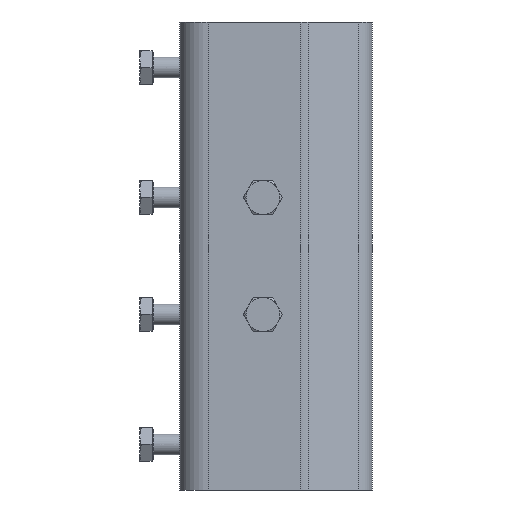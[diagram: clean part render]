
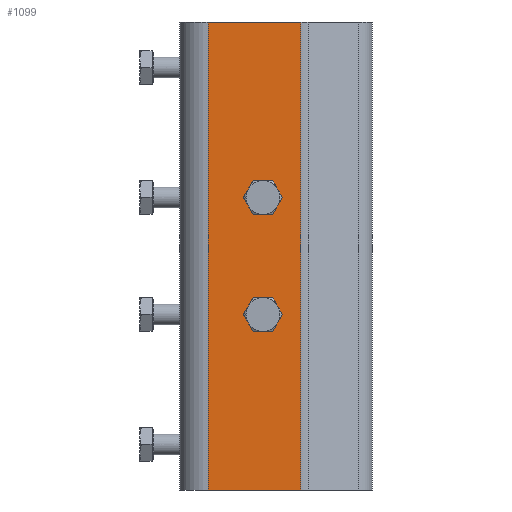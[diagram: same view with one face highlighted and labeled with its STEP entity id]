
A CAD part, left-side view. The second image highlights one B-rep face of the part: STEP entity #1099.
In plain terms, the highlighted planar face has unit normal (-1, 0, 0).
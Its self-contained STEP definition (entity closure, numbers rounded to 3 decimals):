
#82=FACE_BOUND('',#211,.T.);
#83=FACE_BOUND('',#212,.T.);
#101=PLANE('',#1257);
#145=FACE_OUTER_BOUND('',#210,.T.);
#210=EDGE_LOOP('',(#854,#855,#856,#857));
#211=EDGE_LOOP('',(#858));
#212=EDGE_LOOP('',(#859));
#295=LINE('',#1830,#378);
#296=LINE('',#1834,#379);
#297=LINE('',#1836,#380);
#298=LINE('',#1837,#381);
#378=VECTOR('',#1493,10.);
#379=VECTOR('',#1498,10.);
#380=VECTOR('',#1499,10.);
#381=VECTOR('',#1500,10.);
#419=CIRCLE('',#1196,3.324);
#424=CIRCLE('',#1203,3.324);
#480=VERTEX_POINT('',#1670);
#485=VERTEX_POINT('',#1684);
#535=VERTEX_POINT('',#1827);
#536=VERTEX_POINT('',#1829);
#537=VERTEX_POINT('',#1833);
#538=VERTEX_POINT('',#1835);
#586=EDGE_CURVE('',#480,#480,#419,.T.);
#593=EDGE_CURVE('',#485,#485,#424,.T.);
#664=EDGE_CURVE('',#536,#535,#295,.T.);
#666=EDGE_CURVE('',#535,#537,#296,.T.);
#667=EDGE_CURVE('',#538,#537,#297,.T.);
#668=EDGE_CURVE('',#536,#538,#298,.T.);
#854=ORIENTED_EDGE('',*,*,#666,.T.);
#855=ORIENTED_EDGE('',*,*,#667,.F.);
#856=ORIENTED_EDGE('',*,*,#668,.F.);
#857=ORIENTED_EDGE('',*,*,#664,.T.);
#858=ORIENTED_EDGE('',*,*,#586,.T.);
#859=ORIENTED_EDGE('',*,*,#593,.T.);
#1099=ADVANCED_FACE('',(#145,#82,#83),#101,.T.);
#1196=AXIS2_PLACEMENT_3D('',#1672,#1331,#1332);
#1203=AXIS2_PLACEMENT_3D('',#1686,#1347,#1348);
#1257=AXIS2_PLACEMENT_3D('',#1832,#1496,#1497);
#1331=DIRECTION('center_axis',(1.,0.,0.));
#1332=DIRECTION('ref_axis',(0.,0.,-1.));
#1347=DIRECTION('center_axis',(1.,0.,0.));
#1348=DIRECTION('ref_axis',(0.,0.,-1.));
#1493=DIRECTION('',(0.,0.,1.));
#1496=DIRECTION('center_axis',(-1.,0.,0.));
#1497=DIRECTION('ref_axis',(0.,0.,1.));
#1498=DIRECTION('',(0.,1.,0.));
#1499=DIRECTION('',(0.,0.,1.));
#1500=DIRECTION('',(0.,1.,0.));
#1670=CARTESIAN_POINT('',(-39.5,36.,-19.177));
#1672=CARTESIAN_POINT('Origin',(-39.5,36.,-22.5));
#1684=CARTESIAN_POINT('',(-39.5,36.,25.824));
#1686=CARTESIAN_POINT('Origin',(-39.5,36.,22.5));
#1827=CARTESIAN_POINT('',(-39.5,21.37,90.));
#1829=CARTESIAN_POINT('',(-39.5,21.37,-90.));
#1830=CARTESIAN_POINT('',(-39.5,21.37,-90.));
#1832=CARTESIAN_POINT('Origin',(-39.5,21.37,-90.));
#1833=CARTESIAN_POINT('',(-39.5,57.,90.));
#1834=CARTESIAN_POINT('',(-39.5,21.37,90.));
#1835=CARTESIAN_POINT('',(-39.5,57.,-90.));
#1836=CARTESIAN_POINT('',(-39.5,57.,-90.));
#1837=CARTESIAN_POINT('',(-39.5,21.37,-90.));
